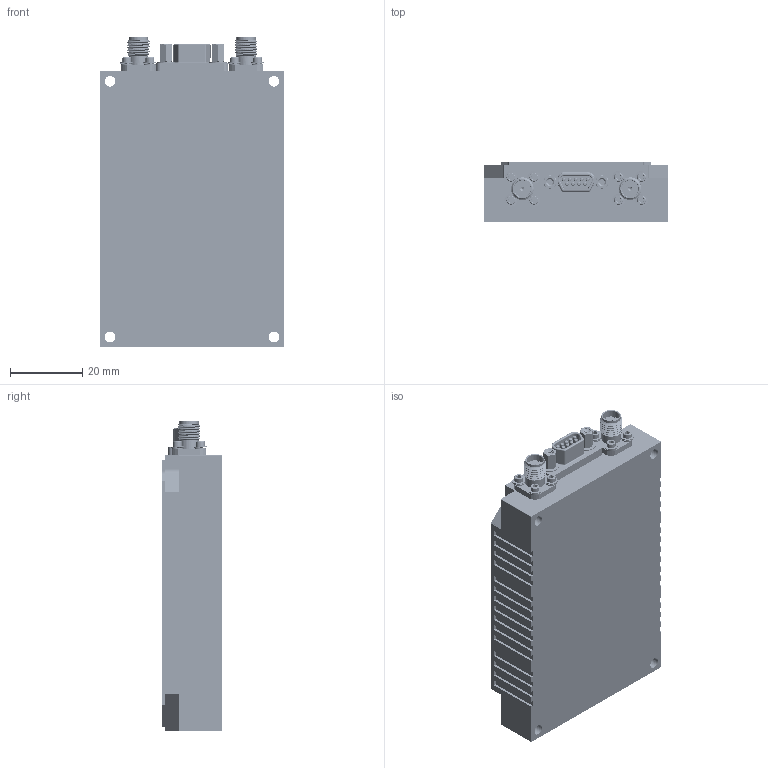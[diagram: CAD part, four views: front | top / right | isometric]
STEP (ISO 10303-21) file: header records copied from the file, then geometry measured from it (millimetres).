
FILE_DESCRIPTION (( 'STEP AP214' ), '1' );
FILE_NAME ('PE15A5081.STEP', '2020-05-26T16:49:20', ( '' ), ( '' ), 'SwSTEP 2.0', 'SolidWorks 2019', '' );
FILE_SCHEMA (( 'AUTOMOTIVE_DESIGN' ));
Length unit declared in the file: inch
Products named in the file (14): 91771A081_91771A081; 92146A510_92146A510; MDM-9P; A6036-1900; 5710-120-16_92141A001; DELTA COAX CABLE 430 LONG; 96640A023_96640A023; MDM JACK POST_91075A512; A6036-1200; 92196A054_92196A054; MDM JACK POST LOCK_98449A500; A6036-1800; PE15A5081; B6036-1300
Assembly tree (46 placements, depth 2):
  PE15A5081
    B6036-1300
    A6036-1200
    MDM-9P
    DELTA COAX CABLE 430 LONG  x2
    96640A023_96640A023  x4
    MDM JACK POST LOCK_98449A500  x2
    MDM JACK POST_91075A512  x2
    91771A081_91771A081  x7
    A6036-1800
    A6036-1900
    5710-120-16_92141A001  x8
    92146A510_92146A510  x8
    92196A054_92196A054  x8
Bounding box: 50.8 x 16.54 x 85.7 mm (x, y, z)
Volume: 28360.8 mm3; surface area: 31478.8 mm2
Topology: 46 solids, 46 shells, 3434 faces, 9382 edges, 6127 vertices
Faces by surface type: cylinder 1469, plane 1204, cone 411, bspline 319, torus 31
Entity records: 88644 total; most frequent: CARTESIAN_POINT 35406, ORIENTED_EDGE 9742, DIRECTION 7919, EDGE_CURVE 4871, VERTEX_POINT 3208, LINE 3105, VECTOR 3105, AXIS2_PLACEMENT_3D 2407
